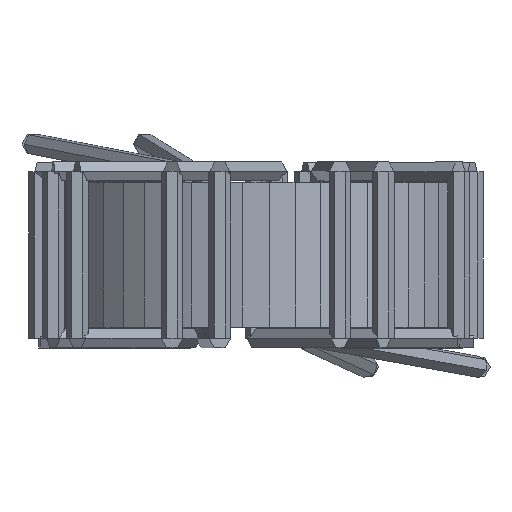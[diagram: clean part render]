
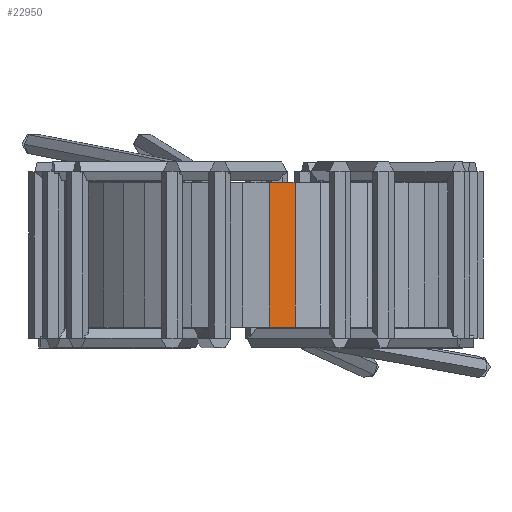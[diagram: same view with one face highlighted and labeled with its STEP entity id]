
A CAD part, top view. The second image highlights one B-rep face of the part: STEP entity #22950.
In plain terms, the highlighted planar face has unit normal (0.125, 0, 0.992).
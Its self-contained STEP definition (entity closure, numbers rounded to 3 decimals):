
#14297 = PLANE('',#14298);
#14298 = AXIS2_PLACEMENT_3D('',#14299,#14300,#14301);
#14299 = CARTESIAN_POINT('',(0.,1.65,5.75));
#14300 = DIRECTION('',(0.,-1.,0.));
#14301 = DIRECTION('',(1.,0.,0.));
#14349 = PLANE('',#14350);
#14350 = AXIS2_PLACEMENT_3D('',#14351,#14352,#14353);
#14351 = CARTESIAN_POINT('',(0.,-1.65,5.75));
#14352 = DIRECTION('',(0.,-1.,0.));
#14353 = DIRECTION('',(1.,0.,0.));
#15907 = VERTEX_POINT('',#15908);
#15908 = CARTESIAN_POINT('',(0.89,-1.65,10.416));
#15922 = PLANE('',#15923);
#15923 = AXIS2_PLACEMENT_3D('',#15924,#15925,#15926);
#15924 = CARTESIAN_POINT('',(1.468,1.65,10.268));
#15925 = DIRECTION('',(-0.249,0.,
    -0.969));
#15926 = DIRECTION('',(-0.969,0.,0.249
    ));
#15934 = EDGE_CURVE('',#15907,#15935,#15937,.T.);
#15935 = VERTEX_POINT('',#15936);
#15936 = CARTESIAN_POINT('',(0.298,-1.65,10.491));
#15937 = SURFACE_CURVE('',#15938,(#15942,#15949),.PCURVE_S1.);
#15938 = LINE('',#15939,#15940);
#15939 = CARTESIAN_POINT('',(0.89,-1.65,10.416));
#15940 = VECTOR('',#15941,1.);
#15941 = DIRECTION('',(-0.992,0.,0.125
    ));
#15942 = PCURVE('',#14349,#15943);
#15943 = DEFINITIONAL_REPRESENTATION('',(#15944),#15948);
#15944 = LINE('',#15945,#15946);
#15945 = CARTESIAN_POINT('',(0.89,4.666));
#15946 = VECTOR('',#15947,1.);
#15947 = DIRECTION('',(-0.992,0.125));
#15948 = ( GEOMETRIC_REPRESENTATION_CONTEXT(2) 
PARAMETRIC_REPRESENTATION_CONTEXT() REPRESENTATION_CONTEXT('2D SPACE',''
  ) );
#15949 = PCURVE('',#15950,#15955);
#15950 = PLANE('',#15951);
#15951 = AXIS2_PLACEMENT_3D('',#15952,#15953,#15954);
#15952 = CARTESIAN_POINT('',(0.89,1.65,10.416));
#15953 = DIRECTION('',(-0.125,0.,
    -0.992));
#15954 = DIRECTION('',(-0.992,0.,0.125
    ));
#15955 = DEFINITIONAL_REPRESENTATION('',(#15956),#15960);
#15956 = LINE('',#15957,#15958);
#15957 = CARTESIAN_POINT('',(0.,-3.3));
#15958 = VECTOR('',#15959,1.);
#15959 = DIRECTION('',(1.,0.));
#15960 = ( GEOMETRIC_REPRESENTATION_CONTEXT(2) 
PARAMETRIC_REPRESENTATION_CONTEXT() REPRESENTATION_CONTEXT('2D SPACE',''
  ) );
#15978 = PLANE('',#15979);
#15979 = AXIS2_PLACEMENT_3D('',#15980,#15981,#15982);
#15980 = CARTESIAN_POINT('',(0.298,1.65,10.491));
#15981 = DIRECTION('',(0.,0.,-1.));
#15982 = DIRECTION('',(-1.,0.,0.));
#18807 = VERTEX_POINT('',#18808);
#18808 = CARTESIAN_POINT('',(0.89,1.65,10.416));
#18829 = EDGE_CURVE('',#18807,#18830,#18832,.T.);
#18830 = VERTEX_POINT('',#18831);
#18831 = CARTESIAN_POINT('',(0.298,1.65,10.491));
#18832 = SURFACE_CURVE('',#18833,(#18837,#18844),.PCURVE_S1.);
#18833 = LINE('',#18834,#18835);
#18834 = CARTESIAN_POINT('',(0.89,1.65,10.416));
#18835 = VECTOR('',#18836,1.);
#18836 = DIRECTION('',(-0.992,0.,0.125
    ));
#18837 = PCURVE('',#14297,#18838);
#18838 = DEFINITIONAL_REPRESENTATION('',(#18839),#18843);
#18839 = LINE('',#18840,#18841);
#18840 = CARTESIAN_POINT('',(0.89,4.666));
#18841 = VECTOR('',#18842,1.);
#18842 = DIRECTION('',(-0.992,0.125));
#18843 = ( GEOMETRIC_REPRESENTATION_CONTEXT(2) 
PARAMETRIC_REPRESENTATION_CONTEXT() REPRESENTATION_CONTEXT('2D SPACE',''
  ) );
#18844 = PCURVE('',#15950,#18845);
#18845 = DEFINITIONAL_REPRESENTATION('',(#18846),#18850);
#18846 = LINE('',#18847,#18848);
#18847 = CARTESIAN_POINT('',(0.,0.));
#18848 = VECTOR('',#18849,1.);
#18849 = DIRECTION('',(1.,0.));
#18850 = ( GEOMETRIC_REPRESENTATION_CONTEXT(2) 
PARAMETRIC_REPRESENTATION_CONTEXT() REPRESENTATION_CONTEXT('2D SPACE',''
  ) );
#22902 = EDGE_CURVE('',#18807,#15907,#22903,.T.);
#22903 = SURFACE_CURVE('',#22904,(#22908,#22915),.PCURVE_S1.);
#22904 = LINE('',#22905,#22906);
#22905 = CARTESIAN_POINT('',(0.89,1.65,10.416));
#22906 = VECTOR('',#22907,1.);
#22907 = DIRECTION('',(0.,-1.,0.));
#22908 = PCURVE('',#15922,#22909);
#22909 = DEFINITIONAL_REPRESENTATION('',(#22910),#22914);
#22910 = LINE('',#22911,#22912);
#22911 = CARTESIAN_POINT('',(0.597,0.));
#22912 = VECTOR('',#22913,1.);
#22913 = DIRECTION('',(0.,-1.));
#22914 = ( GEOMETRIC_REPRESENTATION_CONTEXT(2) 
PARAMETRIC_REPRESENTATION_CONTEXT() REPRESENTATION_CONTEXT('2D SPACE',''
  ) );
#22915 = PCURVE('',#15950,#22916);
#22916 = DEFINITIONAL_REPRESENTATION('',(#22917),#22921);
#22917 = LINE('',#22918,#22919);
#22918 = CARTESIAN_POINT('',(0.,0.));
#22919 = VECTOR('',#22920,1.);
#22920 = DIRECTION('',(0.,-1.));
#22921 = ( GEOMETRIC_REPRESENTATION_CONTEXT(2) 
PARAMETRIC_REPRESENTATION_CONTEXT() REPRESENTATION_CONTEXT('2D SPACE',''
  ) );
#22950 = ADVANCED_FACE('',(#22951),#15950,.F.);
#22951 = FACE_BOUND('',#22952,.F.);
#22952 = EDGE_LOOP('',(#22953,#22954,#22955,#22976));
#22953 = ORIENTED_EDGE('',*,*,#22902,.T.);
#22954 = ORIENTED_EDGE('',*,*,#15934,.T.);
#22955 = ORIENTED_EDGE('',*,*,#22956,.F.);
#22956 = EDGE_CURVE('',#18830,#15935,#22957,.T.);
#22957 = SURFACE_CURVE('',#22958,(#22962,#22969),.PCURVE_S1.);
#22958 = LINE('',#22959,#22960);
#22959 = CARTESIAN_POINT('',(0.298,1.65,10.491));
#22960 = VECTOR('',#22961,1.);
#22961 = DIRECTION('',(0.,-1.,0.));
#22962 = PCURVE('',#15950,#22963);
#22963 = DEFINITIONAL_REPRESENTATION('',(#22964),#22968);
#22964 = LINE('',#22965,#22966);
#22965 = CARTESIAN_POINT('',(0.597,0.));
#22966 = VECTOR('',#22967,1.);
#22967 = DIRECTION('',(0.,-1.));
#22968 = ( GEOMETRIC_REPRESENTATION_CONTEXT(2) 
PARAMETRIC_REPRESENTATION_CONTEXT() REPRESENTATION_CONTEXT('2D SPACE',''
  ) );
#22969 = PCURVE('',#15978,#22970);
#22970 = DEFINITIONAL_REPRESENTATION('',(#22971),#22975);
#22971 = LINE('',#22972,#22973);
#22972 = CARTESIAN_POINT('',(0.,-0.));
#22973 = VECTOR('',#22974,1.);
#22974 = DIRECTION('',(0.,-1.));
#22975 = ( GEOMETRIC_REPRESENTATION_CONTEXT(2) 
PARAMETRIC_REPRESENTATION_CONTEXT() REPRESENTATION_CONTEXT('2D SPACE',''
  ) );
#22976 = ORIENTED_EDGE('',*,*,#18829,.F.);
